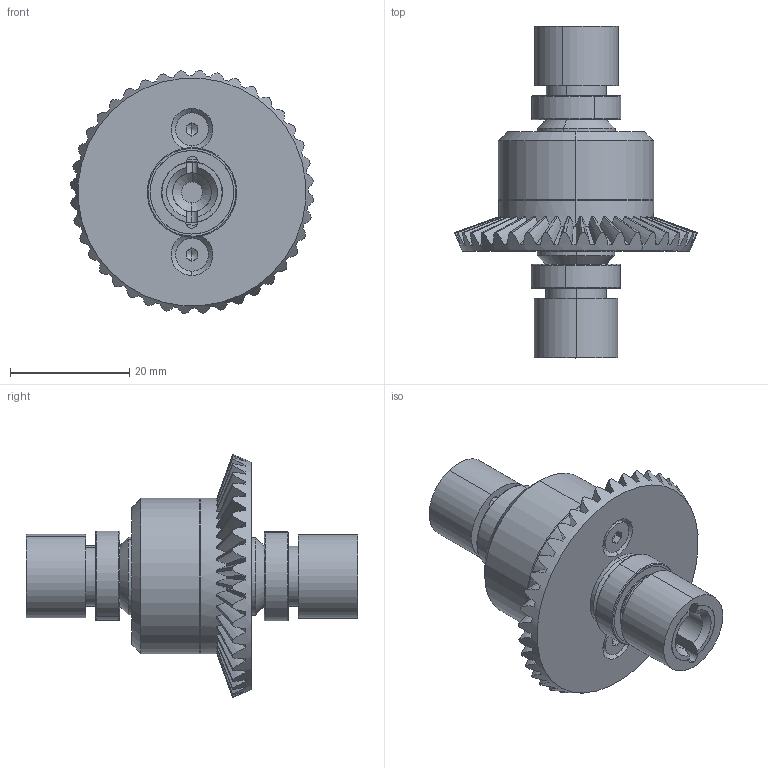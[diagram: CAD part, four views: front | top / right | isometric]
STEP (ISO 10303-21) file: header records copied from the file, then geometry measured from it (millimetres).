
FILE_DESCRIPTION(('STEP AP214'),'1');
FILE_NAME('Front & Rear Differential Assy.stp','2013-09-17T19:28:41',(' '),(' '),'Spatial InterOp 3D',' ',' ');
FILE_SCHEMA(('automotive_design'));
Length unit declared in the file: millimetre
Products named in the file (13): Front & Rear Differential Assy; Diff Case.Shape 2; Axle Shaft; Bearing 10x15x4; Hexagon Socket Countersunk Head Screw ISO 10642 - M3 × 8; Axle Shaft Cover; Hexagon Socket Countersunk Head Screw ISO 10642 - M3 × 16; Drive Gear; Bevel-Gear-Part2_E1016S40_Mekanex_E1016S40_Mekanex; Diff Gears Assy; Bevel-Gear-Part1_A1016M16-1_Mekanex_A1016M16-1_Mekanex; Bevel-Gear-Part2_A1016M16-1_Mekanex_A1016M16-1_Mekanex; Differential Shaft
Assembly tree (19 placements, depth 3):
  Front & Rear Differential Assy
    Diff Case.Shape 2
    Axle Shaft  x2
    Bearing 10x15x4  x2
    Hexagon Socket Countersunk Head Screw ISO 10642 - M3 × 8  x2
    Axle Shaft Cover  x2
    Hexagon Socket Countersunk Head Screw ISO 10642 - M3 × 16  x2
    Drive Gear
      Bevel-Gear-Part2_E1016S40_Mekanex_E1016S40_Mekanex
    Diff Gears Assy
      Bevel-Gear-Part1_A1016M16-1_Mekanex_A1016M16-1_Mekanex  x2
      Bevel-Gear-Part2_A1016M16-1_Mekanex_A1016M16-1_Mekanex  x2
      Differential Shaft
Bounding box: 40.72 x 55.6 x 40.72 mm (x, y, z)
Volume: 14953.8 mm3; surface area: 15064.2 mm2
Topology: 17 solids, 17 shells, 782 faces, 2116 edges, 1384 vertices
Faces by surface type: plane 262, bspline 208, cone 172, cylinder 124, torus 16
Entity records: 28082 total; most frequent: CARTESIAN_POINT 11782, ORIENTED_EDGE 2824, DIRECTION 1986, EDGE_CURVE 1412, VERTEX_POINT 930, AXIS2_PLACEMENT_3D 758, EDGE_LOOP 544, B_SPLINE_CURVE_WITH_KNOTS 536
